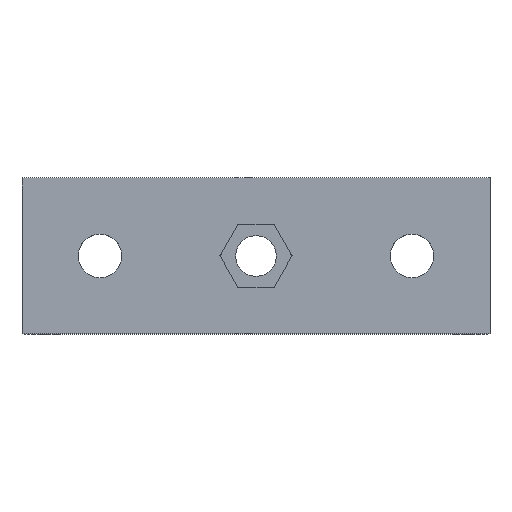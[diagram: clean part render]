
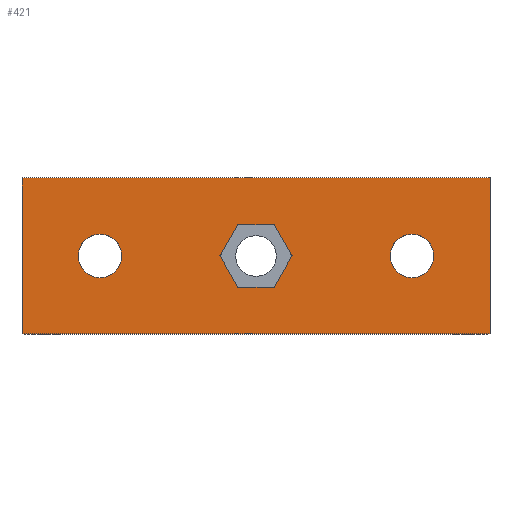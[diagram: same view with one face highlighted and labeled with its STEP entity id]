
A CAD part, top view. The second image highlights one B-rep face of the part: STEP entity #421.
In plain terms, the highlighted planar face has unit normal (0, 0, 1).
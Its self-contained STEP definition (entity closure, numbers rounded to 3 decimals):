
#19=FACE_BOUND('',#85,.T.);
#20=FACE_BOUND('',#86,.T.);
#21=FACE_BOUND('',#87,.T.);
#36=PLANE('',#472);
#58=FACE_OUTER_BOUND('',#84,.T.);
#84=EDGE_LOOP('',(#381,#382,#383,#384));
#85=EDGE_LOOP('',(#385));
#86=EDGE_LOOP('',(#386));
#87=EDGE_LOOP('',(#387,#388,#389,#390,#391,#392));
#98=LINE('',#657,#137);
#101=LINE('',#664,#140);
#104=LINE('',#672,#143);
#105=LINE('',#674,#144);
#108=LINE('',#686,#147);
#112=LINE('',#694,#151);
#115=LINE('',#700,#154);
#118=LINE('',#706,#157);
#121=LINE('',#712,#160);
#124=LINE('',#717,#163);
#137=VECTOR('',#519,10.);
#140=VECTOR('',#526,10.);
#143=VECTOR('',#535,10.);
#144=VECTOR('',#538,10.);
#147=VECTOR('',#551,10.);
#151=VECTOR('',#557,10.);
#154=VECTOR('',#562,10.);
#157=VECTOR('',#567,10.);
#160=VECTOR('',#572,10.);
#163=VECTOR('',#577,10.);
#178=CIRCLE('',#460,2.8);
#179=CIRCLE('',#462,2.8);
#201=VERTEX_POINT('',#654);
#202=VERTEX_POINT('',#656);
#204=VERTEX_POINT('',#662);
#206=VERTEX_POINT('',#670);
#207=VERTEX_POINT('',#676);
#208=VERTEX_POINT('',#680);
#209=VERTEX_POINT('',#684);
#210=VERTEX_POINT('',#685);
#213=VERTEX_POINT('',#693);
#215=VERTEX_POINT('',#699);
#217=VERTEX_POINT('',#705);
#219=VERTEX_POINT('',#711);
#245=EDGE_CURVE('',#202,#201,#98,.T.);
#249=EDGE_CURVE('',#201,#204,#101,.T.);
#253=EDGE_CURVE('',#204,#206,#104,.T.);
#254=EDGE_CURVE('',#206,#202,#105,.T.);
#256=EDGE_CURVE('',#207,#207,#178,.T.);
#258=EDGE_CURVE('',#208,#208,#179,.T.);
#259=EDGE_CURVE('',#209,#210,#108,.T.);
#263=EDGE_CURVE('',#213,#209,#112,.T.);
#266=EDGE_CURVE('',#215,#213,#115,.T.);
#269=EDGE_CURVE('',#217,#215,#118,.T.);
#272=EDGE_CURVE('',#219,#217,#121,.T.);
#275=EDGE_CURVE('',#210,#219,#124,.T.);
#381=ORIENTED_EDGE('',*,*,#253,.T.);
#382=ORIENTED_EDGE('',*,*,#254,.T.);
#383=ORIENTED_EDGE('',*,*,#245,.T.);
#384=ORIENTED_EDGE('',*,*,#249,.T.);
#385=ORIENTED_EDGE('',*,*,#256,.T.);
#386=ORIENTED_EDGE('',*,*,#258,.T.);
#387=ORIENTED_EDGE('',*,*,#259,.T.);
#388=ORIENTED_EDGE('',*,*,#275,.T.);
#389=ORIENTED_EDGE('',*,*,#272,.T.);
#390=ORIENTED_EDGE('',*,*,#269,.T.);
#391=ORIENTED_EDGE('',*,*,#266,.T.);
#392=ORIENTED_EDGE('',*,*,#263,.T.);
#421=ADVANCED_FACE('',(#58,#19,#20,#21),#36,.T.);
#460=AXIS2_PLACEMENT_3D('',#678,#542,#543);
#462=AXIS2_PLACEMENT_3D('',#682,#547,#548);
#472=AXIS2_PLACEMENT_3D('',#724,#586,#587);
#519=DIRECTION('',(0.,1.,0.));
#526=DIRECTION('',(-1.,0.,0.));
#535=DIRECTION('',(0.,-1.,0.));
#538=DIRECTION('',(1.,0.,0.));
#542=DIRECTION('center_axis',(0.,0.,-1.));
#543=DIRECTION('ref_axis',(1.,0.,0.));
#547=DIRECTION('center_axis',(0.,0.,-1.));
#548=DIRECTION('ref_axis',(1.,0.,0.));
#551=DIRECTION('',(0.5,0.866,0.));
#557=DIRECTION('',(-0.5,0.866,0.));
#562=DIRECTION('',(-1.,0.,0.));
#567=DIRECTION('',(-0.5,-0.866,0.));
#572=DIRECTION('',(0.5,-0.866,0.));
#577=DIRECTION('',(1.,0.,0.));
#586=DIRECTION('center_axis',(0.,0.,1.));
#587=DIRECTION('ref_axis',(1.,0.,0.));
#654=CARTESIAN_POINT('',(60.,20.,7.));
#656=CARTESIAN_POINT('',(60.,0.,7.));
#657=CARTESIAN_POINT('',(60.,0.,7.));
#662=CARTESIAN_POINT('',(0.,20.,7.));
#664=CARTESIAN_POINT('',(60.,20.,7.));
#670=CARTESIAN_POINT('',(0.,0.,7.));
#672=CARTESIAN_POINT('',(0.,20.,7.));
#674=CARTESIAN_POINT('',(0.,0.,7.));
#676=CARTESIAN_POINT('',(7.2,10.,7.));
#678=CARTESIAN_POINT('Origin',(10.,10.,7.));
#680=CARTESIAN_POINT('',(47.2,10.,7.));
#682=CARTESIAN_POINT('Origin',(50.,10.,7.));
#684=CARTESIAN_POINT('',(25.381,10.,7.));
#685=CARTESIAN_POINT('',(27.691,14.,7.));
#686=CARTESIAN_POINT('',(25.959,11.,7.));
#693=CARTESIAN_POINT('',(27.691,6.,7.));
#694=CARTESIAN_POINT('',(27.113,7.,7.));
#699=CARTESIAN_POINT('',(32.309,6.,7.));
#700=CARTESIAN_POINT('',(31.155,6.,7.));
#705=CARTESIAN_POINT('',(34.619,10.,7.));
#706=CARTESIAN_POINT('',(34.041,9.,7.));
#711=CARTESIAN_POINT('',(32.309,14.,7.));
#712=CARTESIAN_POINT('',(32.887,13.,7.));
#717=CARTESIAN_POINT('',(28.845,14.,7.));
#724=CARTESIAN_POINT('Origin',(30.,10.,7.));
